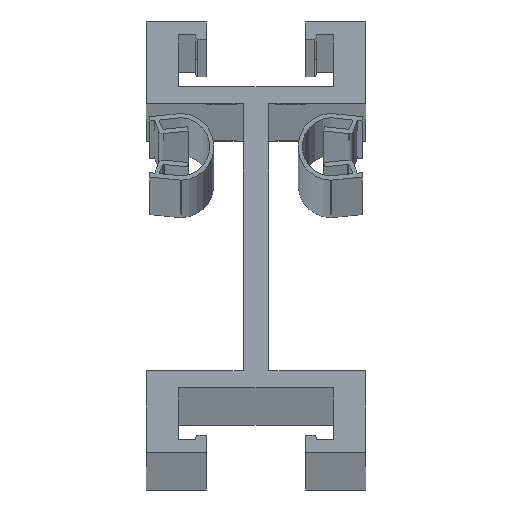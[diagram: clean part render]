
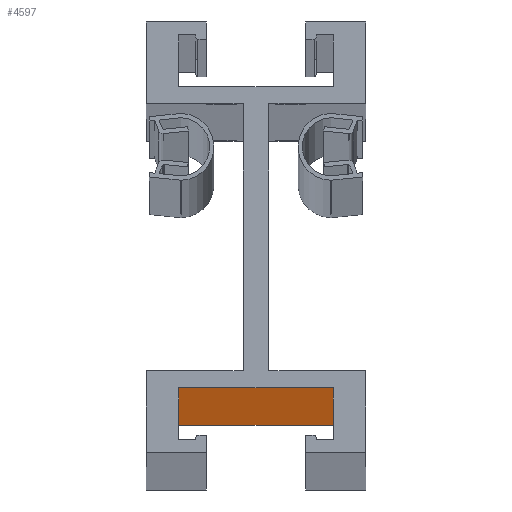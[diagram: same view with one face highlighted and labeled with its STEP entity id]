
A CAD part, top view. The second image highlights one B-rep face of the part: STEP entity #4597.
In plain terms, the highlighted planar face has unit normal (0, -1, 0).
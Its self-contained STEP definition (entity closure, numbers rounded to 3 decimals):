
#59 = EDGE_CURVE ( 'NONE', #1977, #2886, #302, .T. ) ;
#72 = ORIENTED_EDGE ( 'NONE', *, *, #3429, .F. ) ;
#289 = DIRECTION ( 'NONE',  ( 1., 0., 0. ) ) ;
#302 = LINE ( 'NONE', #1431, #2192 ) ;
#654 = DIRECTION ( 'NONE',  ( 0., 0., -1. ) ) ;
#717 = ORIENTED_EDGE ( 'NONE', *, *, #1689, .T. ) ;
#1289 = VECTOR ( 'NONE', #3846, 1000. ) ;
#1409 = LINE ( 'NONE', #3998, #1525 ) ;
#1431 = CARTESIAN_POINT ( 'NONE',  ( 230.612, 480.744, 5337.519 ) ) ;
#1472 = LINE ( 'NONE', #4770, #4049 ) ;
#1522 = CARTESIAN_POINT ( 'NONE',  ( 266.612, 480.744, 5337.519 ) ) ;
#1525 = VECTOR ( 'NONE', #2534, 1000. ) ;
#1686 = PLANE ( 'NONE',  #4254 ) ;
#1689 = EDGE_CURVE ( 'NONE', #2886, #3852, #1472, .T. ) ;
#1977 = VERTEX_POINT ( 'NONE', #3785 ) ;
#2093 = DIRECTION ( 'NONE',  ( -1., 0., 0. ) ) ;
#2192 = VECTOR ( 'NONE', #654, 1000. ) ;
#2322 = CARTESIAN_POINT ( 'NONE',  ( 266.612, 480.744, 5337.519 ) ) ;
#2438 = DIRECTION ( 'NONE',  ( 0., 1., 0. ) ) ;
#2534 = DIRECTION ( 'NONE',  ( 0., 0., -1. ) ) ;
#2618 = EDGE_LOOP ( 'NONE', ( #717, #72, #3606, #3063 ) ) ;
#2790 = EDGE_CURVE ( 'NONE', #1977, #3023, #3434, .T. ) ;
#2858 = FACE_OUTER_BOUND ( 'NONE', #2618, .T. ) ;
#2886 = VERTEX_POINT ( 'NONE', #3521 ) ;
#3023 = VERTEX_POINT ( 'NONE', #1522 ) ;
#3063 = ORIENTED_EDGE ( 'NONE', *, *, #59, .T. ) ;
#3429 = EDGE_CURVE ( 'NONE', #3023, #3852, #1409, .T. ) ;
#3434 = LINE ( 'NONE', #2322, #1289 ) ;
#3521 = CARTESIAN_POINT ( 'NONE',  ( 230.612, 480.744, 337.519 ) ) ;
#3606 = ORIENTED_EDGE ( 'NONE', *, *, #2790, .F. ) ;
#3785 = CARTESIAN_POINT ( 'NONE',  ( 230.612, 480.744, 5337.519 ) ) ;
#3846 = DIRECTION ( 'NONE',  ( 1., 0., 0. ) ) ;
#3852 = VERTEX_POINT ( 'NONE', #4253 ) ;
#3998 = CARTESIAN_POINT ( 'NONE',  ( 266.612, 480.744, 5337.519 ) ) ;
#4049 = VECTOR ( 'NONE', #289, 1000. ) ;
#4253 = CARTESIAN_POINT ( 'NONE',  ( 266.612, 480.744, 337.519 ) ) ;
#4254 = AXIS2_PLACEMENT_3D ( 'NONE', #4702, #2438, #2093 ) ;
#4597 = ADVANCED_FACE ( 'NONE', ( #2858 ), #1686, .F. ) ;
#4702 = CARTESIAN_POINT ( 'NONE',  ( 266.612, 480.744, 5337.519 ) ) ;
#4770 = CARTESIAN_POINT ( 'NONE',  ( 266.612, 480.744, 337.519 ) ) ;
